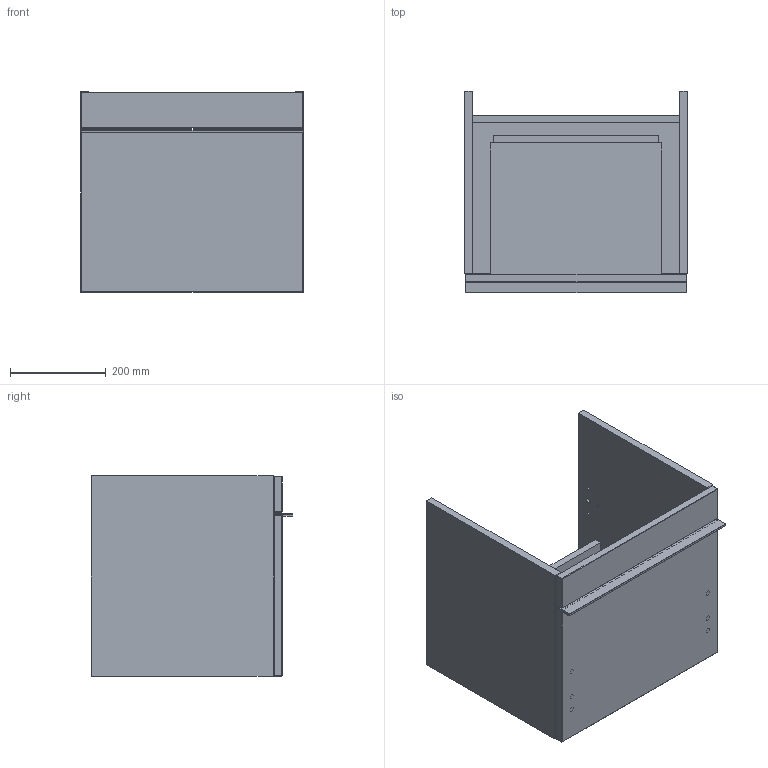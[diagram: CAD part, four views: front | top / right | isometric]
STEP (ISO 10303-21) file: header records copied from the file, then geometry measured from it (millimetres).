
FILE_DESCRIPTION((' '),'2;1');
FILE_NAME('A931.stp','2022-05-18T07:35:20',(' '),(' '),' ','ACIS',' ');
FILE_SCHEMA(('CONFIG_CONTROL_DESIGN'));
Length unit declared in the file: millimetre
Products named in the file (10): A931.stp; Körper1; Körper2; Körper3; Körper4; Körper5; Körper6; Körper7; Körper8; Körper9
Assembly tree (9 placements, depth 2):
  A931.stp
    Körper1
    Körper2
    Körper3
    Körper4
    Körper5
    Körper6
    Körper7
    Körper8
    Körper9
Bounding box: 466 x 422.5 x 420 mm (x, y, z)
Volume: 13283278.2 mm3; surface area: 1908689.8 mm2
Topology: 9 solids, 9 shells, 317 faces, 655 edges, 430 vertices
Faces by surface type: plane 210, cylinder 107
Full cylindrical faces by diameter (mm): 3 x18, 5 x15, 8 x16, 8.02 x16, 10 x8
Entity records: 9429 total; most frequent: DIRECTION 1474, CARTESIAN_POINT 1348, ORIENTED_EDGE 1164, EDGE_CURVE 582, AXIS2_PLACEMENT_3D 556, EDGE_LOOP 466, VERTEX_POINT 430, VECTOR 362
